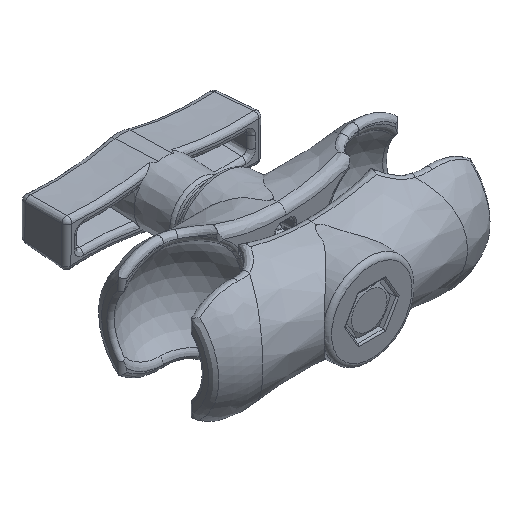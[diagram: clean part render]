
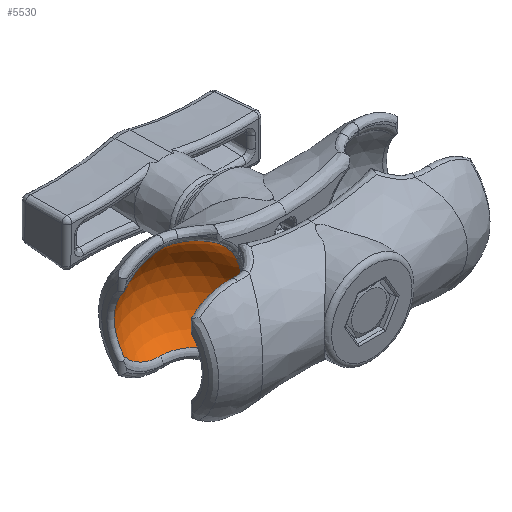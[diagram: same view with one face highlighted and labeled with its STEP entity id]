
A CAD part, isometric view. The second image highlights one B-rep face of the part: STEP entity #5530.
In plain terms, the highlighted spherical face has radius 19.05 mm.
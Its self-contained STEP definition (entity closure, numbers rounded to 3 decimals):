
#109=SPHERICAL_SURFACE('',#6078,19.05);
#194=CIRCLE('',#6021,18.629);
#210=CIRCLE('',#6047,11.752);
#215=CIRCLE('',#6053,14.993);
#217=CIRCLE('',#6059,14.923);
#219=CIRCLE('',#6062,14.993);
#223=CIRCLE('',#6067,11.752);
#1385=FACE_OUTER_BOUND('',#1732,.T.);
#1732=EDGE_LOOP('',(#4011,#4012,#4013,#4014,#4015,#4016));
#2390=VERTEX_POINT('',#9556);
#2391=VERTEX_POINT('',#9565);
#2407=VERTEX_POINT('',#9757);
#2413=VERTEX_POINT('',#9789);
#2417=VERTEX_POINT('',#9870);
#2418=VERTEX_POINT('',#9884);
#2944=EDGE_CURVE('',#2390,#2391,#194,.T.);
#2976=EDGE_CURVE('',#2391,#2407,#210,.T.);
#2984=EDGE_CURVE('',#2407,#2413,#215,.T.);
#2994=EDGE_CURVE('',#2413,#2417,#217,.T.);
#2997=EDGE_CURVE('',#2417,#2418,#219,.T.);
#3002=EDGE_CURVE('',#2418,#2390,#223,.T.);
#4011=ORIENTED_EDGE('',*,*,#2976,.F.);
#4012=ORIENTED_EDGE('',*,*,#2944,.F.);
#4013=ORIENTED_EDGE('',*,*,#3002,.F.);
#4014=ORIENTED_EDGE('',*,*,#2997,.F.);
#4015=ORIENTED_EDGE('',*,*,#2994,.F.);
#4016=ORIENTED_EDGE('',*,*,#2984,.F.);
#5530=ADVANCED_FACE('',(#1385),#109,.F.);
#6021=AXIS2_PLACEMENT_3D('',#9566,#6572,#6573);
#6047=AXIS2_PLACEMENT_3D('',#9758,#6626,#6627);
#6053=AXIS2_PLACEMENT_3D('',#9790,#6638,#6639);
#6059=AXIS2_PLACEMENT_3D('',#9871,#6653,#6654);
#6062=AXIS2_PLACEMENT_3D('',#9885,#6659,#6660);
#6067=AXIS2_PLACEMENT_3D('',#9899,#6669,#6670);
#6078=AXIS2_PLACEMENT_3D('',#10204,#6694,#6695);
#6572=DIRECTION('center_axis',(0.,1.,0.));
#6573=DIRECTION('ref_axis',(-1.,0.,0.));
#6626=DIRECTION('center_axis',(0.,0.,-1.));
#6627=DIRECTION('ref_axis',(-0.562,0.827,0.));
#6638=DIRECTION('center_axis',(0.,1.,0.));
#6639=DIRECTION('ref_axis',(0.414,0.,0.91));
#6653=DIRECTION('center_axis',(-1.,0.,0.));
#6654=DIRECTION('ref_axis',(0.,1.,0.));
#6659=DIRECTION('center_axis',(0.,1.,0.));
#6660=DIRECTION('ref_axis',(0.414,0.,-0.91));
#6669=DIRECTION('center_axis',(0.,0.,1.));
#6670=DIRECTION('ref_axis',(-0.562,0.827,0.));
#6694=DIRECTION('center_axis',(0.,0.,1.));
#6695=DIRECTION('ref_axis',(1.,0.,0.));
#9556=CARTESIAN_POINT('',(20.693,3.981,-14.993));
#9565=CARTESIAN_POINT('',(20.693,3.981,14.993));
#9566=CARTESIAN_POINT('Origin',(31.75,3.981,0.));
#9757=CARTESIAN_POINT('',(31.75,11.752,14.993));
#9758=CARTESIAN_POINT('Origin',(31.75,0.,14.993));
#9789=CARTESIAN_POINT('',(43.59,11.752,9.198));
#9790=CARTESIAN_POINT('Origin',(31.75,11.752,0.));
#9870=CARTESIAN_POINT('',(43.59,11.752,-9.198));
#9871=CARTESIAN_POINT('Origin',(43.59,0.,0.));
#9884=CARTESIAN_POINT('',(31.75,11.752,-14.993));
#9885=CARTESIAN_POINT('Origin',(31.75,11.752,0.));
#9899=CARTESIAN_POINT('Origin',(31.75,0.,-14.993));
#10204=CARTESIAN_POINT('Origin',(31.75,0.,0.));
